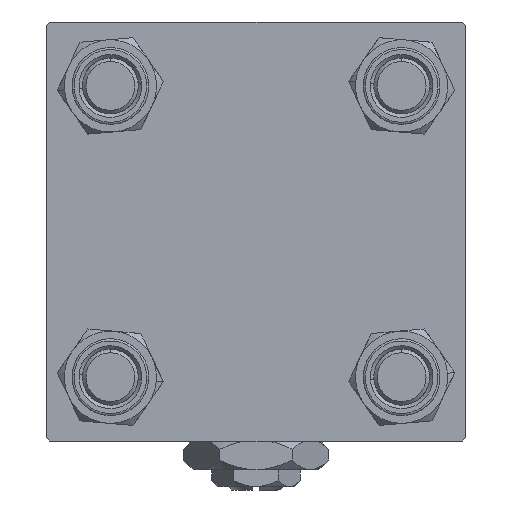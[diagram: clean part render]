
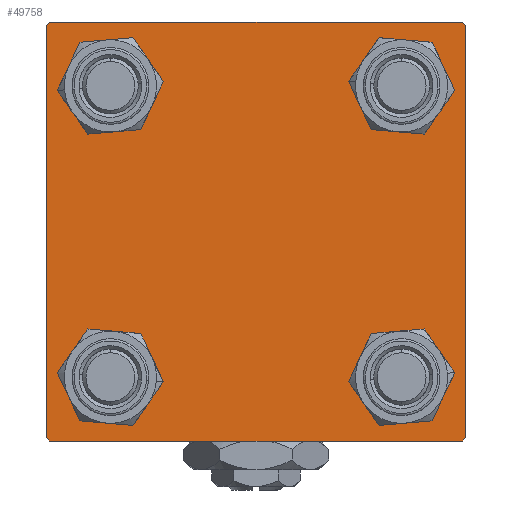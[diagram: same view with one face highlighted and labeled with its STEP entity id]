
A CAD part, left-side view. The second image highlights one B-rep face of the part: STEP entity #49758.
In plain terms, the highlighted planar face has unit normal (-1, 0, 0).
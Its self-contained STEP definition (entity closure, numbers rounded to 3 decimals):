
#838 = FACE_BOUND ( 'NONE', #38910, .T. ) ;
#1662 = DIRECTION ( 'NONE',  ( 1., 0., 0. ) ) ;
#2052 = CARTESIAN_POINT ( 'NONE',  ( 0., 29.75, -29.75 ) ) ;
#2458 = VERTEX_POINT ( 'NONE', #43064 ) ;
#2517 = EDGE_CURVE ( 'NONE', #40746, #54188, #21780, .T. ) ;
#3406 = ORIENTED_EDGE ( 'NONE', *, *, #33293, .T. ) ;
#4781 = CARTESIAN_POINT ( 'NONE',  ( 0., 20.85, 20.85 ) ) ;
#5089 = EDGE_CURVE ( 'NONE', #12401, #6795, #49413, .T. ) ;
#5599 = CARTESIAN_POINT ( 'NONE',  ( 0., -20.85, -20.85 ) ) ;
#5696 = EDGE_CURVE ( 'NONE', #2458, #16562, #43869, .T. ) ;
#6487 = FACE_BOUND ( 'NONE', #9737, .T. ) ;
#6795 = VERTEX_POINT ( 'NONE', #16972 ) ;
#6958 = VECTOR ( 'NONE', #50685, 1000. ) ;
#7169 = DIRECTION ( 'NONE',  ( 1., 0., 0. ) ) ;
#7275 = AXIS2_PLACEMENT_3D ( 'NONE', #4781, #54638, #45714 ) ;
#7279 = AXIS2_PLACEMENT_3D ( 'NONE', #34212, #1662, #51836 ) ;
#7369 = EDGE_CURVE ( 'NONE', #24290, #44395, #31164, .T. ) ;
#7794 = ORIENTED_EDGE ( 'NONE', *, *, #57814, .T. ) ;
#7904 = VERTEX_POINT ( 'NONE', #14221 ) ;
#7994 = EDGE_CURVE ( 'NONE', #47370, #2458, #56280, .T. ) ;
#8221 = LINE ( 'NONE', #30630, #32736 ) ;
#8222 = CARTESIAN_POINT ( 'NONE',  ( 0., -20.85, 16.35 ) ) ;
#8480 = DIRECTION ( 'NONE',  ( 0., 0.707, 0.707 ) ) ;
#8544 = DIRECTION ( 'NONE',  ( 1., 0., 0. ) ) ;
#8873 = CIRCLE ( 'NONE', #11726, 4.5 ) ;
#9669 = EDGE_LOOP ( 'NONE', ( #20367, #42216 ) ) ;
#9737 = EDGE_LOOP ( 'NONE', ( #57183, #57504 ) ) ;
#10222 = VERTEX_POINT ( 'NONE', #44945 ) ;
#10392 = FACE_BOUND ( 'NONE', #55532, .T. ) ;
#10549 = ORIENTED_EDGE ( 'NONE', *, *, #22181, .F. ) ;
#10955 = EDGE_CURVE ( 'NONE', #25153, #56997, #26189, .T. ) ;
#11117 = CIRCLE ( 'NONE', #7279, 4.5 ) ;
#11726 = AXIS2_PLACEMENT_3D ( 'NONE', #23936, #46641, #38254 ) ;
#11820 = CARTESIAN_POINT ( 'NONE',  ( 0., -29.5, -30. ) ) ;
#12044 = ORIENTED_EDGE ( 'NONE', *, *, #53691, .F. ) ;
#12189 = CARTESIAN_POINT ( 'NONE',  ( 0., -30., -29.5 ) ) ;
#12235 = AXIS2_PLACEMENT_3D ( 'NONE', #44975, #8544, #54509 ) ;
#12401 = VERTEX_POINT ( 'NONE', #46940 ) ;
#12489 = EDGE_CURVE ( 'NONE', #40289, #47370, #18726, .T. ) ;
#13213 = VECTOR ( 'NONE', #15798, 1000. ) ;
#13661 = DIRECTION ( 'NONE',  ( 1., 0., 0. ) ) ;
#13787 = VERTEX_POINT ( 'NONE', #8222 ) ;
#14024 = CIRCLE ( 'NONE', #47415, 4.5 ) ;
#14221 = CARTESIAN_POINT ( 'NONE',  ( 0., 20.85, 16.35 ) ) ;
#15798 = DIRECTION ( 'NONE',  ( 0., -0.707, -0.707 ) ) ;
#16562 = VERTEX_POINT ( 'NONE', #23700 ) ;
#16972 = CARTESIAN_POINT ( 'NONE',  ( 0., 20.85, -16.35 ) ) ;
#18726 = LINE ( 'NONE', #47089, #6958 ) ;
#19123 = CARTESIAN_POINT ( 'NONE',  ( 0., -20.85, -16.35 ) ) ;
#19917 = VECTOR ( 'NONE', #8480, 1000. ) ;
#20367 = ORIENTED_EDGE ( 'NONE', *, *, #2517, .T. ) ;
#21113 = DIRECTION ( 'NONE',  ( 0., 0., 1. ) ) ;
#21780 = CIRCLE ( 'NONE', #56166, 4.5 ) ;
#22181 = EDGE_CURVE ( 'NONE', #40289, #44395, #34257, .T. ) ;
#23700 = CARTESIAN_POINT ( 'NONE',  ( 0., 29.5, -30. ) ) ;
#23829 = DIRECTION ( 'NONE',  ( 0., 0., 1. ) ) ;
#23936 = CARTESIAN_POINT ( 'NONE',  ( 0., 20.85, 20.85 ) ) ;
#24128 = DIRECTION ( 'NONE',  ( -1., 0., 0. ) ) ;
#24290 = VERTEX_POINT ( 'NONE', #42830 ) ;
#24699 = ORIENTED_EDGE ( 'NONE', *, *, #44633, .T. ) ;
#24715 = FACE_OUTER_BOUND ( 'NONE', #48019, .T. ) ;
#25153 = VERTEX_POINT ( 'NONE', #11820 ) ;
#26172 = VECTOR ( 'NONE', #48003, 1000. ) ;
#26189 = LINE ( 'NONE', #31263, #54572 ) ;
#26558 = AXIS2_PLACEMENT_3D ( 'NONE', #40305, #7169, #44198 ) ;
#28618 = PLANE ( 'NONE',  #45325 ) ;
#29413 = CIRCLE ( 'NONE', #26558, 4.5 ) ;
#30630 = CARTESIAN_POINT ( 'NONE',  ( 0., 30., -30. ) ) ;
#31164 = LINE ( 'NONE', #49397, #19917 ) ;
#31263 = CARTESIAN_POINT ( 'NONE',  ( 0., -29.75, -29.75 ) ) ;
#32736 = VECTOR ( 'NONE', #56898, 1000. ) ;
#32748 = CARTESIAN_POINT ( 'NONE',  ( 0., 20.85, -20.85 ) ) ;
#33293 = EDGE_CURVE ( 'NONE', #13787, #10222, #42773, .T. ) ;
#33967 = ORIENTED_EDGE ( 'NONE', *, *, #7369, .T. ) ;
#34212 = CARTESIAN_POINT ( 'NONE',  ( 0., -20.85, -20.85 ) ) ;
#34257 = LINE ( 'NONE', #52473, #26172 ) ;
#34741 = EDGE_CURVE ( 'NONE', #10222, #13787, #14024, .T. ) ;
#34773 = DIRECTION ( 'NONE',  ( 0., 0., -1. ) ) ;
#35156 = DIRECTION ( 'NONE',  ( 0., -0.707, 0.707 ) ) ;
#35721 = DIRECTION ( 'NONE',  ( 0., 0., 1. ) ) ;
#36773 = ORIENTED_EDGE ( 'NONE', *, *, #7994, .T. ) ;
#37117 = DIRECTION ( 'NONE',  ( 1., 0., 0. ) ) ;
#38254 = DIRECTION ( 'NONE',  ( 0., 0., 1. ) ) ;
#38455 = EDGE_CURVE ( 'NONE', #6795, #12401, #29413, .T. ) ;
#38910 = EDGE_LOOP ( 'NONE', ( #45464, #3406 ) ) ;
#39035 = DIRECTION ( 'NONE',  ( 0., 0., -1. ) ) ;
#40289 = VERTEX_POINT ( 'NONE', #53842 ) ;
#40305 = CARTESIAN_POINT ( 'NONE',  ( 0., 20.85, -20.85 ) ) ;
#40746 = VERTEX_POINT ( 'NONE', #19123 ) ;
#41781 = AXIS2_PLACEMENT_3D ( 'NONE', #32748, #13661, #49804 ) ;
#41911 = CARTESIAN_POINT ( 'NONE',  ( 0., -20.85, 20.85 ) ) ;
#42216 = ORIENTED_EDGE ( 'NONE', *, *, #53181, .T. ) ;
#42773 = CIRCLE ( 'NONE', #12235, 4.5 ) ;
#42830 = CARTESIAN_POINT ( 'NONE',  ( 0., -30., 29.5 ) ) ;
#43064 = CARTESIAN_POINT ( 'NONE',  ( 0., 30., -29.5 ) ) ;
#43148 = CARTESIAN_POINT ( 'NONE',  ( 0., 30., 30. ) ) ;
#43239 = EDGE_CURVE ( 'NONE', #7904, #45478, #8873, .T. ) ;
#43869 = LINE ( 'NONE', #2052, #13213 ) ;
#43890 = CARTESIAN_POINT ( 'NONE',  ( 0., -20.85, -25.35 ) ) ;
#44198 = DIRECTION ( 'NONE',  ( 0., 0., 1. ) ) ;
#44395 = VERTEX_POINT ( 'NONE', #58439 ) ;
#44403 = CARTESIAN_POINT ( 'NONE',  ( 0., 30., 29.5 ) ) ;
#44509 = VECTOR ( 'NONE', #39035, 1000. ) ;
#44633 = EDGE_CURVE ( 'NONE', #16562, #25153, #8221, .T. ) ;
#44945 = CARTESIAN_POINT ( 'NONE',  ( 0., -20.85, 25.35 ) ) ;
#44975 = CARTESIAN_POINT ( 'NONE',  ( 0., -20.85, 20.85 ) ) ;
#45325 = AXIS2_PLACEMENT_3D ( 'NONE', #46835, #24128, #21113 ) ;
#45464 = ORIENTED_EDGE ( 'NONE', *, *, #34741, .T. ) ;
#45478 = VERTEX_POINT ( 'NONE', #51149 ) ;
#45714 = DIRECTION ( 'NONE',  ( 0., 0., 1. ) ) ;
#46641 = DIRECTION ( 'NONE',  ( 1., 0., 0. ) ) ;
#46835 = CARTESIAN_POINT ( 'NONE',  ( 0., 0., 0. ) ) ;
#46940 = CARTESIAN_POINT ( 'NONE',  ( 0., 20.85, -25.35 ) ) ;
#47089 = CARTESIAN_POINT ( 'NONE',  ( 0., 29.75, 29.75 ) ) ;
#47370 = VERTEX_POINT ( 'NONE', #44403 ) ;
#47415 = AXIS2_PLACEMENT_3D ( 'NONE', #41911, #37117, #35721 ) ;
#47423 = FACE_BOUND ( 'NONE', #9669, .T. ) ;
#48003 = DIRECTION ( 'NONE',  ( 0., -1., 0. ) ) ;
#48019 = EDGE_LOOP ( 'NONE', ( #36773, #58341, #24699, #57389, #12044, #33967, #10549, #51268 ) ) ;
#48297 = CARTESIAN_POINT ( 'NONE',  ( 0., -30., 30. ) ) ;
#48941 = VECTOR ( 'NONE', #34773, 1000. ) ;
#49316 = DIRECTION ( 'NONE',  ( 1., 0., 0. ) ) ;
#49397 = CARTESIAN_POINT ( 'NONE',  ( 0., -29.75, 29.75 ) ) ;
#49413 = CIRCLE ( 'NONE', #41781, 4.5 ) ;
#49758 = ADVANCED_FACE ( 'NONE', ( #838, #47423, #6487, #10392, #24715 ), #28618, .T. ) ;
#49804 = DIRECTION ( 'NONE',  ( 0., 0., 1. ) ) ;
#50685 = DIRECTION ( 'NONE',  ( 0., 0.707, -0.707 ) ) ;
#51149 = CARTESIAN_POINT ( 'NONE',  ( 0., 20.85, 25.35 ) ) ;
#51268 = ORIENTED_EDGE ( 'NONE', *, *, #12489, .T. ) ;
#51836 = DIRECTION ( 'NONE',  ( 0., 0., 1. ) ) ;
#52473 = CARTESIAN_POINT ( 'NONE',  ( 0., 30., 30. ) ) ;
#53181 = EDGE_CURVE ( 'NONE', #54188, #40746, #11117, .T. ) ;
#53691 = EDGE_CURVE ( 'NONE', #24290, #56997, #58111, .T. ) ;
#53842 = CARTESIAN_POINT ( 'NONE',  ( 0., 29.5, 30. ) ) ;
#54188 = VERTEX_POINT ( 'NONE', #43890 ) ;
#54509 = DIRECTION ( 'NONE',  ( 0., 0., 1. ) ) ;
#54572 = VECTOR ( 'NONE', #35156, 1000. ) ;
#54638 = DIRECTION ( 'NONE',  ( 1., 0., 0. ) ) ;
#55532 = EDGE_LOOP ( 'NONE', ( #7794, #58713 ) ) ;
#56034 = CIRCLE ( 'NONE', #7275, 4.5 ) ;
#56166 = AXIS2_PLACEMENT_3D ( 'NONE', #5599, #49316, #23829 ) ;
#56280 = LINE ( 'NONE', #43148, #48941 ) ;
#56898 = DIRECTION ( 'NONE',  ( 0., -1., 0. ) ) ;
#56997 = VERTEX_POINT ( 'NONE', #12189 ) ;
#57183 = ORIENTED_EDGE ( 'NONE', *, *, #38455, .T. ) ;
#57389 = ORIENTED_EDGE ( 'NONE', *, *, #10955, .T. ) ;
#57504 = ORIENTED_EDGE ( 'NONE', *, *, #5089, .T. ) ;
#57814 = EDGE_CURVE ( 'NONE', #45478, #7904, #56034, .T. ) ;
#58111 = LINE ( 'NONE', #48297, #44509 ) ;
#58341 = ORIENTED_EDGE ( 'NONE', *, *, #5696, .T. ) ;
#58439 = CARTESIAN_POINT ( 'NONE',  ( 0., -29.5, 30. ) ) ;
#58713 = ORIENTED_EDGE ( 'NONE', *, *, #43239, .T. ) ;
